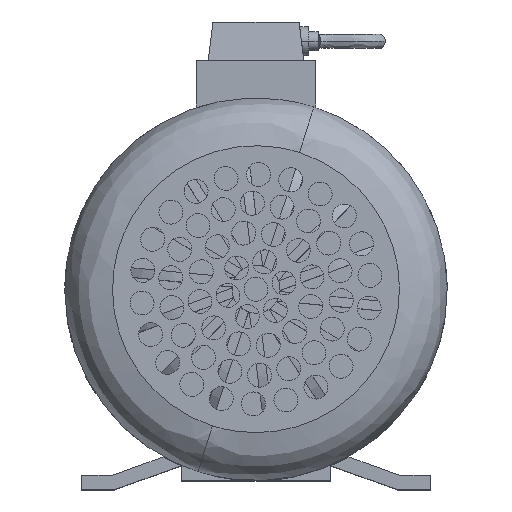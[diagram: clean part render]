
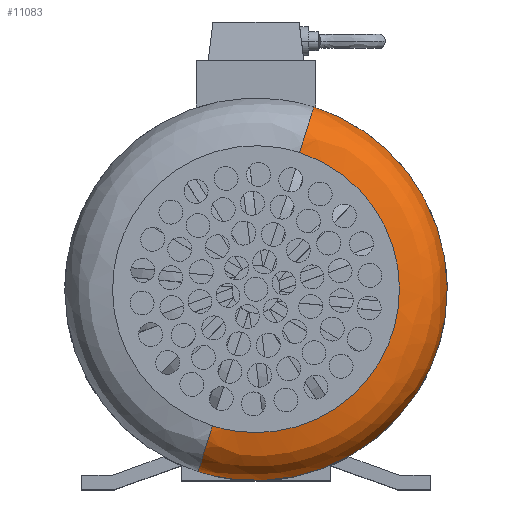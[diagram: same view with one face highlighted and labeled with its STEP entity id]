
A CAD part, top view. The second image highlights one B-rep face of the part: STEP entity #11083.
In plain terms, the highlighted free-form (B-spline) face has degree [2, 2] with [5, 3] control points.
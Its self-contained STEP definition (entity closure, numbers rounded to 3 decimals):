
#10330 = VERTEX_POINT('',#10331);
#10331 = CARTESIAN_POINT('',(57.655,-31.628,
    168.803));
#10332 = VERTEX_POINT('',#10333);
#10333 = CARTESIAN_POINT('',(86.364,58.748,
    168.803));
#10378 = VERTEX_POINT('',#10379);
#10379 = CARTESIAN_POINT('',(61.244,-20.331,
    180.656));
#10380 = VERTEX_POINT('',#10381);
#10381 = CARTESIAN_POINT('',(82.775,47.451,
    180.656));
#10389 = EDGE_CURVE('',#10380,#10332,#10390,.T.);
#10390 = ( BOUNDED_CURVE() B_SPLINE_CURVE(2,(#10391,#10392,#10393),
.UNSPECIFIED.,.F.,.F.) B_SPLINE_CURVE_WITH_KNOTS((3,3),(1.571,
3.142),.PIECEWISE_BEZIER_KNOTS.) CURVE() 
GEOMETRIC_REPRESENTATION_ITEM() RATIONAL_B_SPLINE_CURVE((1.,
0.707,1.)) REPRESENTATION_ITEM('') );
#10391 = CARTESIAN_POINT('',(82.775,47.451,
    180.656));
#10392 = CARTESIAN_POINT('',(86.364,58.748,
    180.656));
#10393 = CARTESIAN_POINT('',(86.364,58.748,
    168.803));
#10396 = EDGE_CURVE('',#10378,#10330,#10397,.T.);
#10397 = ( BOUNDED_CURVE() B_SPLINE_CURVE(2,(#10398,#10399,#10400),
.UNSPECIFIED.,.F.,.F.) B_SPLINE_CURVE_WITH_KNOTS((3,3),(1.571,
3.142),.PIECEWISE_BEZIER_KNOTS.) CURVE() 
GEOMETRIC_REPRESENTATION_ITEM() RATIONAL_B_SPLINE_CURVE((1.,
0.707,1.)) REPRESENTATION_ITEM('') );
#10398 = CARTESIAN_POINT('',(61.244,-20.331,
    180.656));
#10399 = CARTESIAN_POINT('',(57.655,-31.628,
    180.656));
#10400 = CARTESIAN_POINT('',(57.655,-31.628,
    168.803));
#11071 = EDGE_CURVE('',#10380,#10378,#11072,.T.);
#11072 = ( BOUNDED_CURVE() B_SPLINE_CURVE(2,(#11073,#11074,#11075,#11076
,#11077),.UNSPECIFIED.,.F.,.F.) B_SPLINE_CURVE_WITH_KNOTS((3,2,3),(
    3.142,4.712,6.283),
.PIECEWISE_BEZIER_KNOTS.) CURVE() GEOMETRIC_REPRESENTATION_ITEM() 
RATIONAL_B_SPLINE_CURVE((1.,0.707,1.,0.707,1.)) 
REPRESENTATION_ITEM('') );
#11073 = CARTESIAN_POINT('',(82.775,47.451,
    180.656));
#11074 = CARTESIAN_POINT('',(116.666,36.685,
    180.656));
#11075 = CARTESIAN_POINT('',(105.901,2.794,
    180.656));
#11076 = CARTESIAN_POINT('',(95.135,-31.097,
    180.656));
#11077 = CARTESIAN_POINT('',(61.244,-20.331,
    180.656));
#11083 = ADVANCED_FACE('',(#11084),#11097,.T.);
#11084 = FACE_BOUND('',#11085,.T.);
#11085 = EDGE_LOOP('',(#11086,#11087,#11088,#11089));
#11086 = ORIENTED_EDGE('',*,*,#10389,.F.);
#11087 = ORIENTED_EDGE('',*,*,#11071,.T.);
#11088 = ORIENTED_EDGE('',*,*,#10396,.T.);
#11089 = ORIENTED_EDGE('',*,*,#11090,.F.);
#11090 = EDGE_CURVE('',#10332,#10330,#11091,.T.);
#11091 = ( BOUNDED_CURVE() B_SPLINE_CURVE(2,(#11092,#11093,#11094,#11095
,#11096),.UNSPECIFIED.,.F.,.F.) B_SPLINE_CURVE_WITH_KNOTS((3,2,3),(
    3.142,4.712,6.283),
.PIECEWISE_BEZIER_KNOTS.) CURVE() GEOMETRIC_REPRESENTATION_ITEM() 
RATIONAL_B_SPLINE_CURVE((1.,0.707,1.,0.707,1.)) 
REPRESENTATION_ITEM('') );
#11092 = CARTESIAN_POINT('',(86.364,58.748,
    168.803));
#11093 = CARTESIAN_POINT('',(131.552,44.394,
    168.803));
#11094 = CARTESIAN_POINT('',(117.198,-0.794,
    168.803));
#11095 = CARTESIAN_POINT('',(102.843,-45.982,
    168.803));
#11096 = CARTESIAN_POINT('',(57.655,-31.628,
    168.803));
#11097 = ( BOUNDED_SURFACE() B_SPLINE_SURFACE(2,2,(
    (#11098,#11099,#11100)
    ,(#11101,#11102,#11103)
    ,(#11104,#11105,#11106)
    ,(#11107,#11108,#11109)
    ,(#11110,#11111,#11112
)),.UNSPECIFIED.,.F.,.F.,.F.) B_SPLINE_SURFACE_WITH_KNOTS((3,2,3),(3,3),
  (3.142,4.712,6.283),(4.712,
    6.283),.PIECEWISE_BEZIER_KNOTS.) 
GEOMETRIC_REPRESENTATION_ITEM() RATIONAL_B_SPLINE_SURFACE((
    (1.,0.707,1.)
    ,(0.707,0.5,0.707)
    ,(1.,0.707,1.)
    ,(0.707,0.5,0.707)
,(1.,0.707,1.))) REPRESENTATION_ITEM('') SURFACE() );
#11098 = CARTESIAN_POINT('',(82.775,47.451,
    180.656));
#11099 = CARTESIAN_POINT('',(86.364,58.748,
    180.656));
#11100 = CARTESIAN_POINT('',(86.364,58.748,
    168.803));
#11101 = CARTESIAN_POINT('',(116.666,36.685,
    180.656));
#11102 = CARTESIAN_POINT('',(131.552,44.394,
    180.656));
#11103 = CARTESIAN_POINT('',(131.552,44.394,
    168.803));
#11104 = CARTESIAN_POINT('',(105.901,2.794,
    180.656));
#11105 = CARTESIAN_POINT('',(117.198,-0.794,
    180.656));
#11106 = CARTESIAN_POINT('',(117.198,-0.794,
    168.803));
#11107 = CARTESIAN_POINT('',(95.135,-31.097,
    180.656));
#11108 = CARTESIAN_POINT('',(102.843,-45.982,
    180.656));
#11109 = CARTESIAN_POINT('',(102.843,-45.982,
    168.803));
#11110 = CARTESIAN_POINT('',(61.244,-20.331,
    180.656));
#11111 = CARTESIAN_POINT('',(57.655,-31.628,
    180.656));
#11112 = CARTESIAN_POINT('',(57.655,-31.628,
    168.803));
